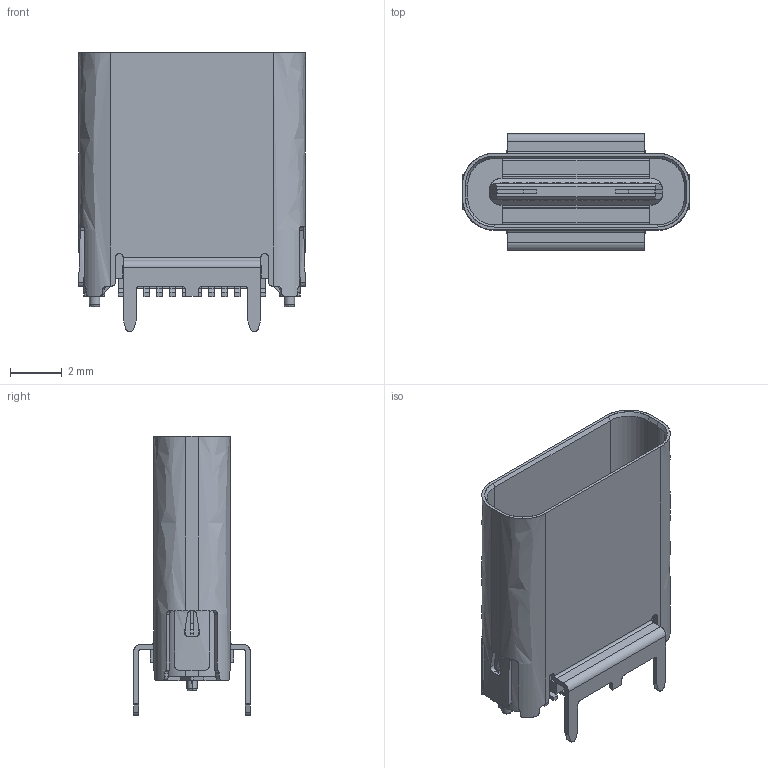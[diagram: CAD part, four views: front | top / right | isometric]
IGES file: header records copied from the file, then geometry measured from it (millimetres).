
Start section: SolidWorks IGES file using analytic representation for surfaces
Global section: file name: CKelleher'KUSBVX-SMT-CS-W30TRC_rA1.IGS; native system: SolidWorks 2014; preprocessor: SolidWorks 2014; author: Ckelleher; date: 151230.141603; units: millimetre
Bounding box: 8.74 x 4.5 x 10.75 mm (x, y, z)
Surface area: 527.6 mm2 (no closed solid volume)
Topology: 0 solids, 0 shells, 731 faces, 5099 edges, 5099 vertices
Faces by surface type: bspline 542, revolution 189
